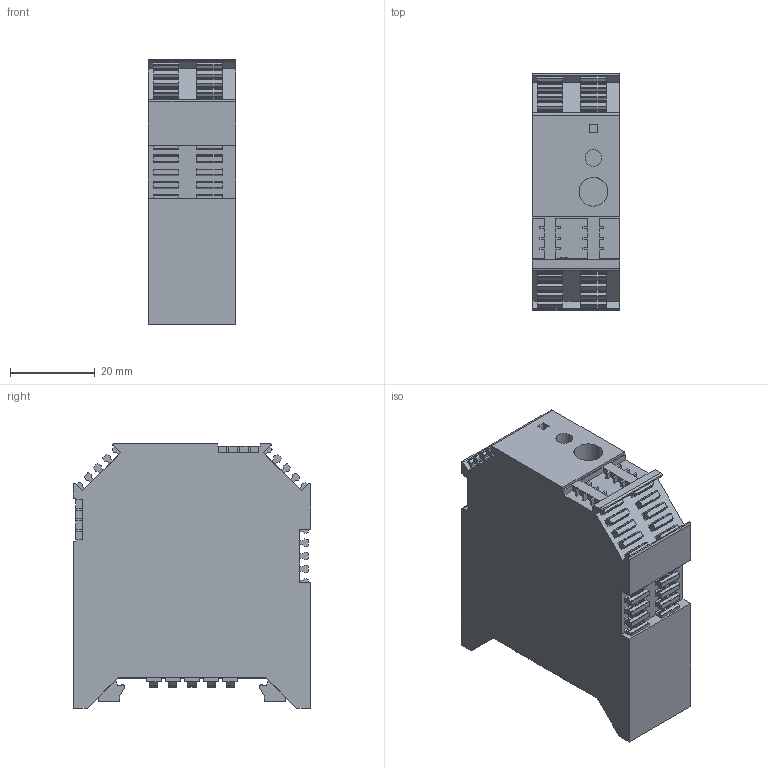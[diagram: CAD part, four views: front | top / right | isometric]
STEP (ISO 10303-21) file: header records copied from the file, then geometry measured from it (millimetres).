
FILE_DESCRIPTION(('CATIA V5 STEP Exchange','CAx-IF Rec.Pracs.--- Model Styling and Organization---1.4--- 2014-01-23'),'2;1');
FILE_NAME ('D1405910_1', '2020-01-31T11:38:23+00:00', ('none'), ('Weidmueller'), 'CATIA Version 5-6 Release 2016 SP3 HF44', 'CATIA V5 STEP AP214', 'none');
FILE_SCHEMA(('AUTOMOTIVE_DESIGN { 1 0 10303 214 1 1 1 1 }'));
Length unit declared in the file: millimetre
Products named in the file (1): 1510340000
Bounding box: 20.57 x 56 x 62.5 mm (x, y, z)
Volume: 60772.2 mm3; surface area: 13360 mm2
Topology: 8 solids, 8 shells, 721 faces, 2112 edges, 1440 vertices
Faces by surface type: plane 629, cylinder 92
Entity records: 23330 total; most frequent: ORIENTED_EDGE 4224, CARTESIAN_POINT 4119, DIRECTION 3151, EDGE_CURVE 2112, VECTOR 1921, LINE 1921, VERTEX_POINT 1440, EDGE_LOOP 754
